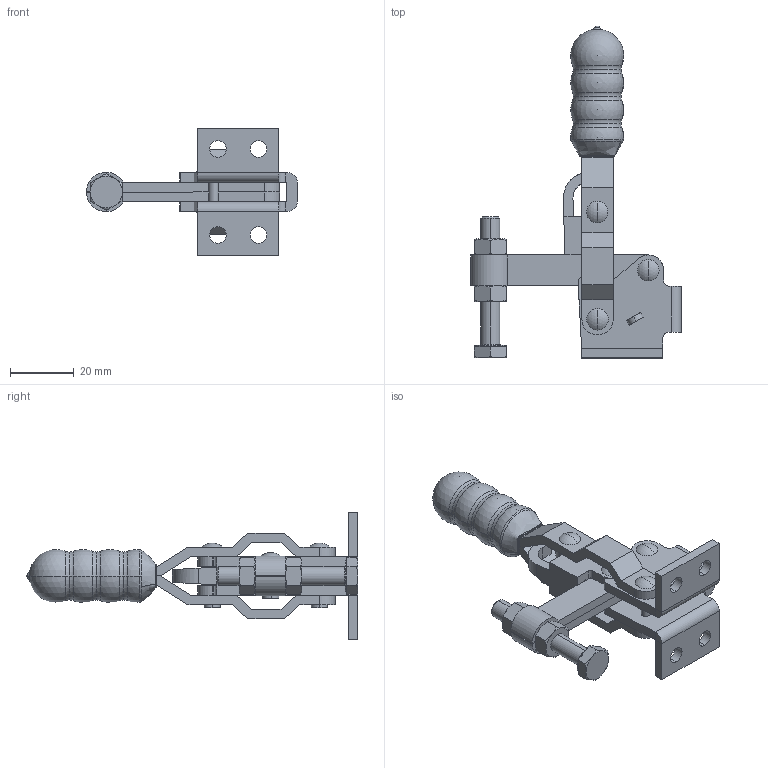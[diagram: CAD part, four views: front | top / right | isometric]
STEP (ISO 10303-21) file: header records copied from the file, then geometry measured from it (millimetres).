
FILE_DESCRIPTION (( 'STEP AP214' ), '1' );
FILE_NAME ('GH-12050-SS(Â²¤Æ)-1.STEP', '2020-03-10T06:32:41', ( 'LinWei' ), ( '' ), 'SwSTEP 2.0', 'SolidWorks 2016', '' );
FILE_SCHEMA (( 'AUTOMOTIVE_DESIGN' ));
Length unit declared in the file: millimetre
Products named in the file (6): Group2^GH-12050-SS(簡化)-1; 11205008-1^GH-12050-SS(簡化)-1; Group3^GH-12050-SS(簡化)-1; Group1^GH-12050-SS(簡化)-1; Group5^GH-12050-SS(簡化)-1; GH-12050-SS(簡化)-1
Assembly tree (5 placements, depth 2):
  GH-12050-SS(簡化)-1
    Group5^GH-12050-SS(簡化)-1
    Group1^GH-12050-SS(簡化)-1
    Group3^GH-12050-SS(簡化)-1
    11205008-1^GH-12050-SS(簡化)-1
    Group2^GH-12050-SS(簡化)-1
Bounding box: 66.1 x 104 x 39.7 mm (x, y, z)
Volume: 25562.3 mm3; surface area: 16905.7 mm2
Topology: 5 solids, 5 shells, 298 faces, 763 edges, 482 vertices
Faces by surface type: plane 123, cylinder 96, cone 33, sphere 18, torus 16, bspline 12
Entity records: 11175 total; most frequent: CARTESIAN_POINT 2819, DIRECTION 1533, ORIENTED_EDGE 1486, EDGE_CURVE 743, AXIS2_PLACEMENT_3D 594, VERTEX_POINT 470, LINE 345, VECTOR 345
